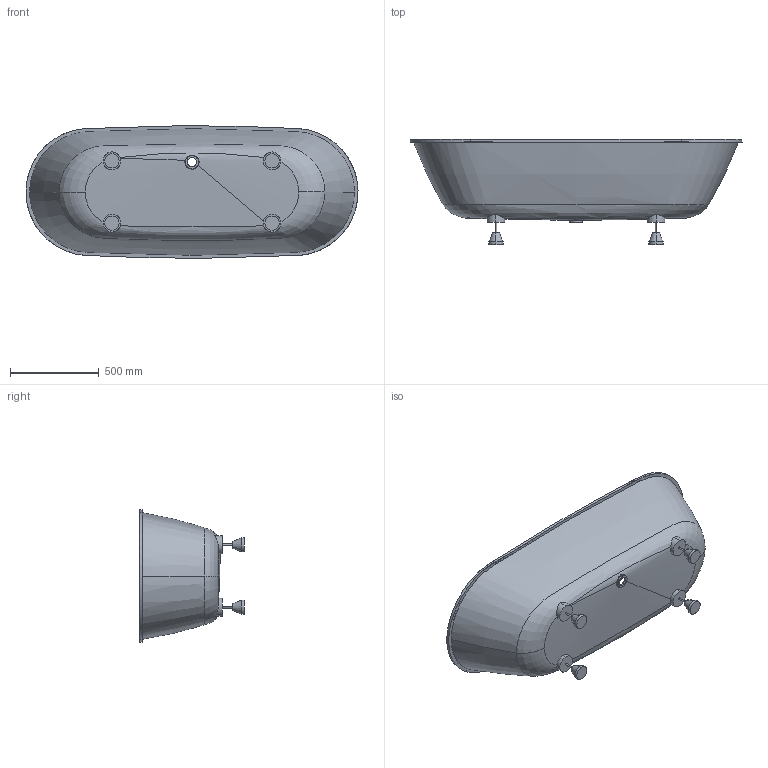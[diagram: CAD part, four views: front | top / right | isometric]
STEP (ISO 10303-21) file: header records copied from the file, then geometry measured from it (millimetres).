
FILE_DESCRIPTION (( 'STEP AP214' ), '1' );
FILE_NAME ('MA-2.STEP', '2018-04-27T10:46:47', ( 'Admin' ), ( '' ), 'SwSTEP 2.0', 'SolidWorks 2017', '' );
FILE_SCHEMA (( 'AUTOMOTIVE_DESIGN' ));
Length unit declared in the file: millimetre
Products named in the file (1): MA-2
Bounding box: 1865.92 x 590 x 744.81 mm (x, y, z)
Volume: 27107839.2 mm3; surface area: 5233303.1 mm2
Topology: 2 solids, 2 shells, 81 faces, 210 edges, 142 vertices
Faces by surface type: cylinder 32, plane 21, bspline 20, cone 8
Entity records: 56066 total; most frequent: CARTESIAN_POINT 54142, ORIENTED_EDGE 420, DIRECTION 342, EDGE_CURVE 210, AXIS2_PLACEMENT_3D 143, VERTEX_POINT 142, EDGE_LOOP 94, ADVANCED_FACE 81
